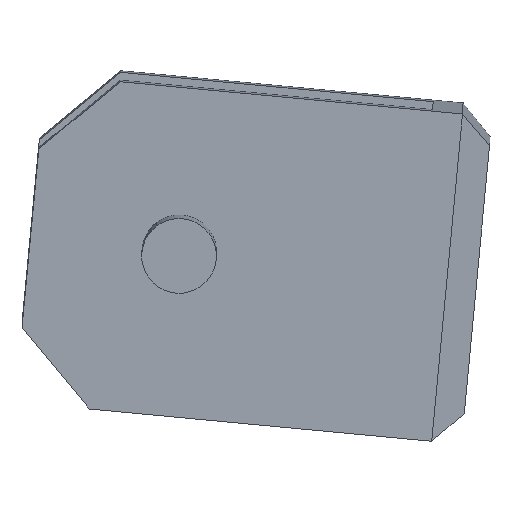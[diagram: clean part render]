
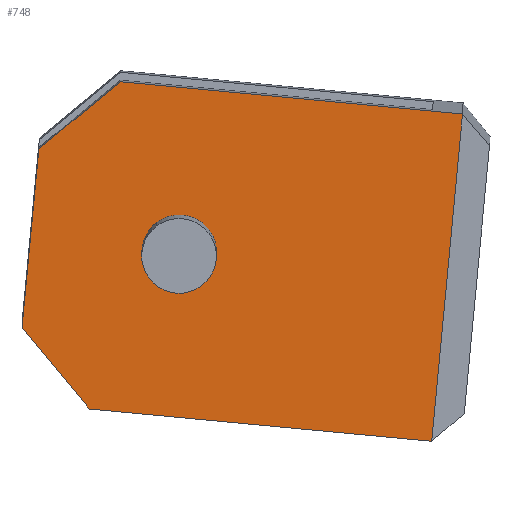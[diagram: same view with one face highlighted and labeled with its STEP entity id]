
A CAD part, front view. The second image highlights one B-rep face of the part: STEP entity #748.
In plain terms, the highlighted face is planar.
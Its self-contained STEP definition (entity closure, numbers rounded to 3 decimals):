
#20 = LINE ( 'NONE', #796, #238 ) ;
#38 = CARTESIAN_POINT ( 'NONE',  ( -24., 2.5, -2.5 ) ) ;
#53 = ORIENTED_EDGE ( 'NONE', *, *, #726, .T. ) ;
#71 = CIRCLE ( 'NONE', #880, 2.5 ) ;
#120 = DIRECTION ( 'NONE',  ( 0., 0.707, 0.707 ) ) ;
#153 = VERTEX_POINT ( 'NONE', #1105 ) ;
#154 = CARTESIAN_POINT ( 'NONE',  ( -24., 22., -5. ) ) ;
#163 = CIRCLE ( 'NONE', #972, 2.5 ) ;
#168 = VECTOR ( 'NONE', #1324, 1000. ) ;
#169 = EDGE_CURVE ( 'NONE', #153, #1072, #344, .T. ) ;
#181 = DIRECTION ( 'NONE',  ( 1., 0., 0. ) ) ;
#216 = FACE_BOUND ( 'NONE', #482, .T. ) ;
#234 = ORIENTED_EDGE ( 'NONE', *, *, #169, .T. ) ;
#238 = VECTOR ( 'NONE', #803, 1000. ) ;
#273 = ORIENTED_EDGE ( 'NONE', *, *, #814, .T. ) ;
#291 = CARTESIAN_POINT ( 'NONE',  ( -24., 17., 0. ) ) ;
#305 = VECTOR ( 'NONE', #1201, 1000. ) ;
#331 = CARTESIAN_POINT ( 'NONE',  ( -24., 0., -28. ) ) ;
#333 = CARTESIAN_POINT ( 'NONE',  ( -24., 0., 0. ) ) ;
#344 = LINE ( 'NONE', #333, #168 ) ;
#350 = CARTESIAN_POINT ( 'NONE',  ( -24., 0., -30. ) ) ;
#360 = LINE ( 'NONE', #350, #1345 ) ;
#364 = LINE ( 'NONE', #38, #928 ) ;
#365 = EDGE_CURVE ( 'NONE', #908, #816, #922, .T. ) ;
#369 = CARTESIAN_POINT ( 'NONE',  ( -24., 22., 0. ) ) ;
#374 = CARTESIAN_POINT ( 'NONE',  ( -24., 22., -28. ) ) ;
#396 = VERTEX_POINT ( 'NONE', #786 ) ;
#403 = EDGE_CURVE ( 'NONE', #1072, #908, #20, .T. ) ;
#442 = CARTESIAN_POINT ( 'NONE',  ( -24., 0., 0. ) ) ;
#460 = ORIENTED_EDGE ( 'NONE', *, *, #1422, .T. ) ;
#482 = EDGE_LOOP ( 'NONE', ( #53, #1401 ) ) ;
#537 = FACE_OUTER_BOUND ( 'NONE', #1079, .T. ) ;
#543 = CARTESIAN_POINT ( 'NONE',  ( -24., 0., -28. ) ) ;
#564 = VECTOR ( 'NONE', #680, 1000. ) ;
#598 = VERTEX_POINT ( 'NONE', #958 ) ;
#614 = CARTESIAN_POINT ( 'NONE',  ( -24., 11., -10. ) ) ;
#656 = PLANE ( 'NONE',  #879 ) ;
#680 = DIRECTION ( 'NONE',  ( 0., 0., -1. ) ) ;
#726 = EDGE_CURVE ( 'NONE', #1167, #396, #71, .T. ) ;
#729 = VERTEX_POINT ( 'NONE', #331 ) ;
#748 = ADVANCED_FACE ( 'NONE', ( #216, #537 ), #656, .T. ) ;
#768 = CARTESIAN_POINT ( 'NONE',  ( -24., 11., -10. ) ) ;
#786 = CARTESIAN_POINT ( 'NONE',  ( -24., 11., -7.5 ) ) ;
#796 = CARTESIAN_POINT ( 'NONE',  ( -24., 8.5, 8.5 ) ) ;
#803 = DIRECTION ( 'NONE',  ( 0., 0.707, -0.707 ) ) ;
#810 = DIRECTION ( 'NONE',  ( 0., 0., 1. ) ) ;
#814 = EDGE_CURVE ( 'NONE', #729, #598, #360, .T. ) ;
#816 = VERTEX_POINT ( 'NONE', #374 ) ;
#851 = ORIENTED_EDGE ( 'NONE', *, *, #365, .T. ) ;
#879 = AXIS2_PLACEMENT_3D ( 'NONE', #442, #1109, #1104 ) ;
#880 = AXIS2_PLACEMENT_3D ( 'NONE', #768, #1322, #1334 ) ;
#908 = VERTEX_POINT ( 'NONE', #154 ) ;
#922 = LINE ( 'NONE', #369, #564 ) ;
#928 = VECTOR ( 'NONE', #120, 1000. ) ;
#934 = ORIENTED_EDGE ( 'NONE', *, *, #1264, .T. ) ;
#958 = CARTESIAN_POINT ( 'NONE',  ( -24., 0., -5. ) ) ;
#969 = LINE ( 'NONE', #543, #305 ) ;
#972 = AXIS2_PLACEMENT_3D ( 'NONE', #614, #181, #1159 ) ;
#980 = EDGE_CURVE ( 'NONE', #396, #1167, #163, .T. ) ;
#1072 = VERTEX_POINT ( 'NONE', #291 ) ;
#1079 = EDGE_LOOP ( 'NONE', ( #851, #934, #273, #460, #234, #1354 ) ) ;
#1104 = DIRECTION ( 'NONE',  ( 0., 0., 1. ) ) ;
#1105 = CARTESIAN_POINT ( 'NONE',  ( -24., 5., 0. ) ) ;
#1109 = DIRECTION ( 'NONE',  ( -1., 0., 0. ) ) ;
#1159 = DIRECTION ( 'NONE',  ( 0., 0., 1. ) ) ;
#1167 = VERTEX_POINT ( 'NONE', #1315 ) ;
#1201 = DIRECTION ( 'NONE',  ( 0., -1., 0. ) ) ;
#1264 = EDGE_CURVE ( 'NONE', #816, #729, #969, .T. ) ;
#1315 = CARTESIAN_POINT ( 'NONE',  ( -24., 11., -12.5 ) ) ;
#1322 = DIRECTION ( 'NONE',  ( 1., 0., 0. ) ) ;
#1324 = DIRECTION ( 'NONE',  ( 0., 1., 0. ) ) ;
#1334 = DIRECTION ( 'NONE',  ( 0., 0., 1. ) ) ;
#1345 = VECTOR ( 'NONE', #810, 1000. ) ;
#1354 = ORIENTED_EDGE ( 'NONE', *, *, #403, .T. ) ;
#1401 = ORIENTED_EDGE ( 'NONE', *, *, #980, .T. ) ;
#1422 = EDGE_CURVE ( 'NONE', #598, #153, #364, .T. ) ;
